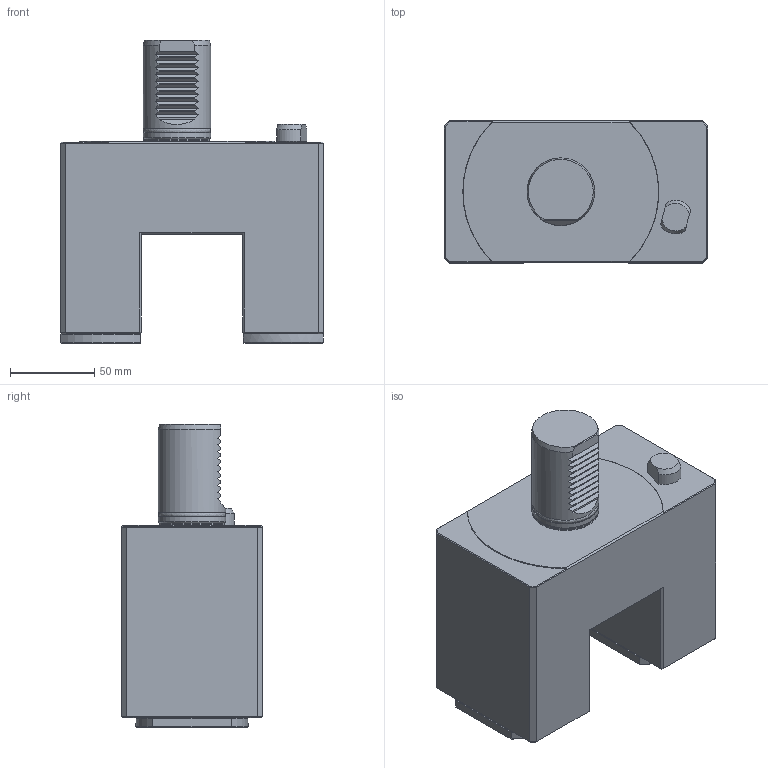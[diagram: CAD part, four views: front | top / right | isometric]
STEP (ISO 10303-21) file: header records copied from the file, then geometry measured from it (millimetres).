
FILE_DESCRIPTION(/* description */ ('Unknown'),/* implementation_level */ '2;1');
FILE_NAME(/* name */ 'C4_TRE_MZ40X_DT_ET_SIM',/* time_stamp */ '2023-04-24T11:17:08+02:00',/* author */ ('WTO KS'),/* organization */ ('WTO'),/* preprocessor_version */ 'ST-DEVELOPER v16.7',/* originating_system */ 'DEX',/* authorisation */ $);
FILE_SCHEMA (('AUTOMOTIVE_DESIGN {1 0 10303 214 3 1 1}'));
Length unit declared in the file: millimetre
Products named in the file (1): 119461_C4-TRE-MZ40X-DT-ET_vereinfacht_STP_00474615
Bounding box: 156 x 84 x 180 mm (x, y, z)
Volume: 1271223.9 mm3; surface area: 99054.9 mm2
Topology: 2 solids, 6 shells, 206 faces, 519 edges, 338 vertices
Faces by surface type: plane 130, cylinder 37, cone 21, sphere 8, torus 7, bspline 3
Full cylindrical faces by diameter (mm): 2.5 x2, 4.495 x4, 5.183 x4, 5.994 x4, 7.193 x8, 11.988 x1, 36.5 x1, 39 x1, 39.96 x2, 40 x2
Entity records: 6255 total; most frequent: CARTESIAN_POINT 1727, DIRECTION 947, ORIENTED_EDGE 832, EDGE_CURVE 416, AXIS2_PLACEMENT_3D 378, VERTEX_POINT 295, FACE_BOUND 295, EDGE_LOOP 294
